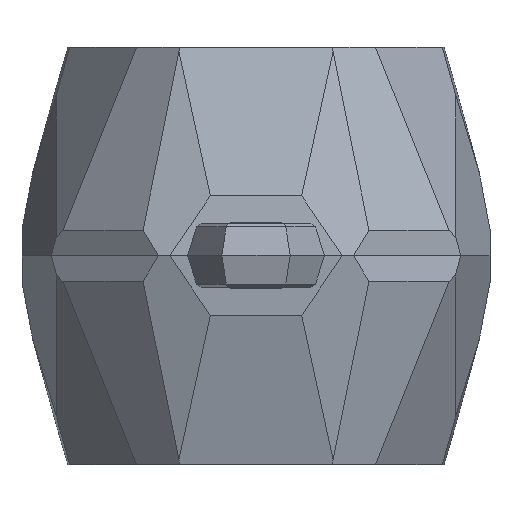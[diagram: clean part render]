
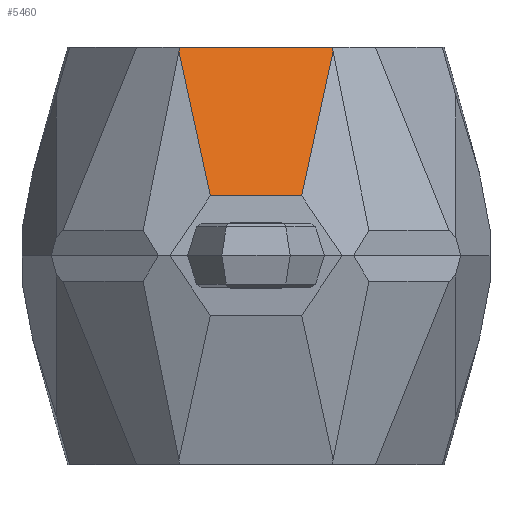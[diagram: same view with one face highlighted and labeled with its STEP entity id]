
A CAD part, top view. The second image highlights one B-rep face of the part: STEP entity #5460.
In plain terms, the highlighted planar face has unit normal (0, 0.276, 0.961).
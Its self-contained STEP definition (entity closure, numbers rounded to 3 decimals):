
#145=PLANE('',#5837);
#418=LINE('',#8813,#1039);
#422=LINE('',#8821,#1043);
#439=LINE('',#8853,#1060);
#450=LINE('',#8900,#1071);
#458=LINE('',#9128,#1079);
#463=LINE('',#9137,#1084);
#1039=VECTOR('',#6270,10.);
#1043=VECTOR('',#6276,10.);
#1060=VECTOR('',#6303,10.);
#1071=VECTOR('',#6318,10.);
#1079=VECTOR('',#6330,10.);
#1084=VECTOR('',#6339,10.);
#1629=FACE_OUTER_BOUND('',#1959,.T.);
#1959=EDGE_LOOP('',(#4017,#4018,#4019,#4020,#4021,#4022));
#2537=VERTEX_POINT('',#8810);
#2538=VERTEX_POINT('',#8812);
#2541=VERTEX_POINT('',#8820);
#2551=VERTEX_POINT('',#8852);
#2559=VERTEX_POINT('',#8899);
#2575=VERTEX_POINT('',#9127);
#3058=EDGE_CURVE('',#2538,#2537,#418,.F.);
#3062=EDGE_CURVE('',#2541,#2538,#422,.F.);
#3079=EDGE_CURVE('',#2541,#2551,#439,.T.);
#3092=EDGE_CURVE('',#2559,#2551,#450,.T.);
#3115=EDGE_CURVE('',#2575,#2559,#458,.F.);
#3120=EDGE_CURVE('',#2537,#2575,#463,.F.);
#4017=ORIENTED_EDGE('',*,*,#3120,.T.);
#4018=ORIENTED_EDGE('',*,*,#3115,.T.);
#4019=ORIENTED_EDGE('',*,*,#3092,.T.);
#4020=ORIENTED_EDGE('',*,*,#3079,.F.);
#4021=ORIENTED_EDGE('',*,*,#3062,.T.);
#4022=ORIENTED_EDGE('',*,*,#3058,.T.);
#5460=ADVANCED_FACE('',(#1629),#145,.F.);
#5837=AXIS2_PLACEMENT_3D('',#9136,#6337,#6338);
#6270=DIRECTION('',(-1.,0.,0.));
#6276=DIRECTION('',(-0.205,0.941,-0.27));
#6303=DIRECTION('',(0.082,0.958,-0.275));
#6318=DIRECTION('',(-1.,0.,0.));
#6330=DIRECTION('',(0.082,-0.958,0.275));
#6337=DIRECTION('center_axis',(0.,-0.276,
-0.961));
#6338=DIRECTION('ref_axis',(-1.,0.,0.));
#6339=DIRECTION('',(-0.205,-0.941,0.27));
#8810=CARTESIAN_POINT('',(5.779,-5.65,128.072));
#8812=CARTESIAN_POINT('',(-5.779,-5.65,128.072));
#8813=CARTESIAN_POINT('',(0.,-5.65,128.072));
#8820=CARTESIAN_POINT('',(-9.752,12.607,122.837));
#8821=CARTESIAN_POINT('',(-5.434,-7.237,128.527));
#8852=CARTESIAN_POINT('',(-9.702,13.2,122.666));
#8853=CARTESIAN_POINT('',(-10.872,-0.472,126.587));
#8899=CARTESIAN_POINT('',(9.702,13.2,122.666));
#8900=CARTESIAN_POINT('',(0.,13.2,122.666));
#9127=CARTESIAN_POINT('',(9.752,12.607,122.837));
#9128=CARTESIAN_POINT('',(11.289,-5.343,127.984));
#9136=CARTESIAN_POINT('Origin',(0.,-12.785,130.118));
#9137=CARTESIAN_POINT('',(5.488,-6.988,128.455));
